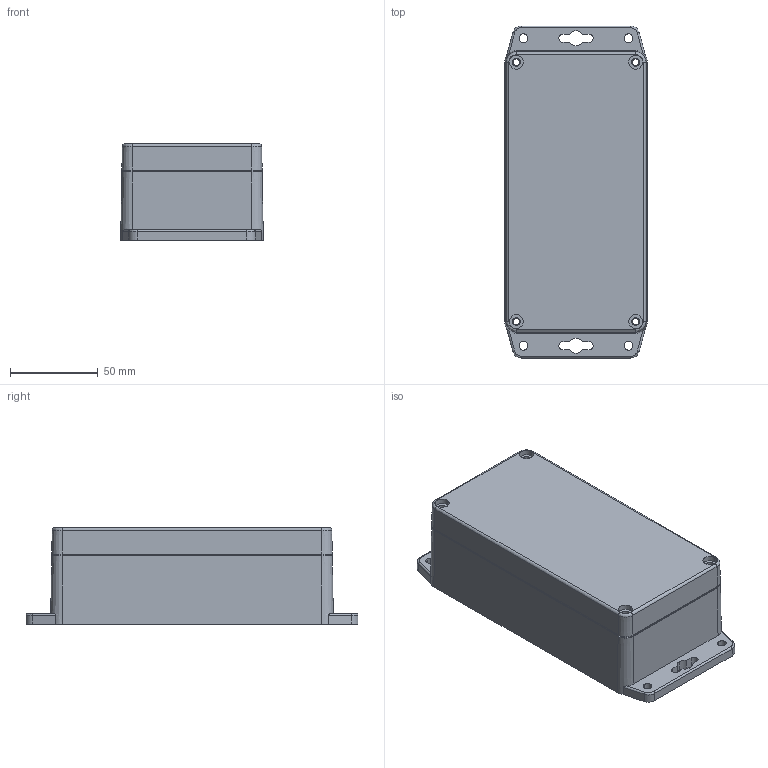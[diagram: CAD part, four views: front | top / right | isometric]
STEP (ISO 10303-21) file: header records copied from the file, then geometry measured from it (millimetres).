
FILE_DESCRIPTION (( 'STEP AP214' ), '1' );
FILE_NAME ('P258MF-IP68;A368MF-IP68.STEP', '2020-03-10T07:54:41', ( '' ), ( '' ), 'SwSTEP 2.0', 'SolidWorks 2014', '' );
FILE_SCHEMA (( 'AUTOMOTIVE_DESIGN' ));
Length unit declared in the file: millimetre
Products named in the file (4): G258 ,G368-COVER-GASKET; G258 ,G368-COVER; G258-BASE; P258MF-IP68;A368MF-IP68
Assembly tree (3 placements, depth 2):
  P258MF-IP68;A368MF-IP68
    G258-BASE
    G258 ,G368-COVER
    G258 ,G368-COVER-GASKET
Bounding box: 81.4 x 189.4 x 55 mm (x, y, z)
Volume: 178353.5 mm3; surface area: 125198.2 mm2
Topology: 3 solids, 3 shells, 576 faces, 1430 edges, 920 vertices
Faces by surface type: cylinder 238, plane 196, cone 86, torus 48, bspline 8
Entity records: 17752 total; most frequent: DIRECTION 3278, CARTESIAN_POINT 3236, ORIENTED_EDGE 2860, EDGE_CURVE 1430, AXIS2_PLACEMENT_3D 1294, VERTEX_POINT 920, CIRCLE 720, LINE 690
